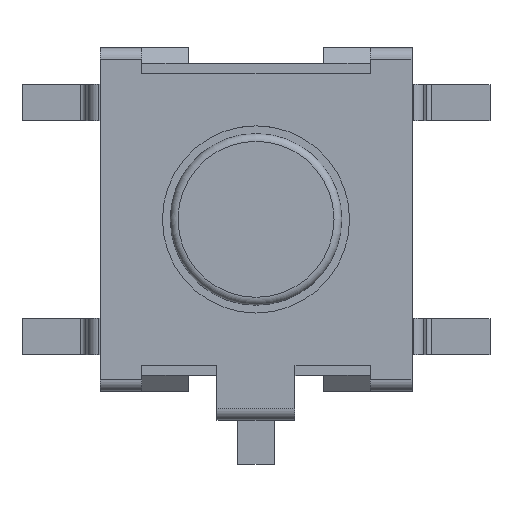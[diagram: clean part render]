
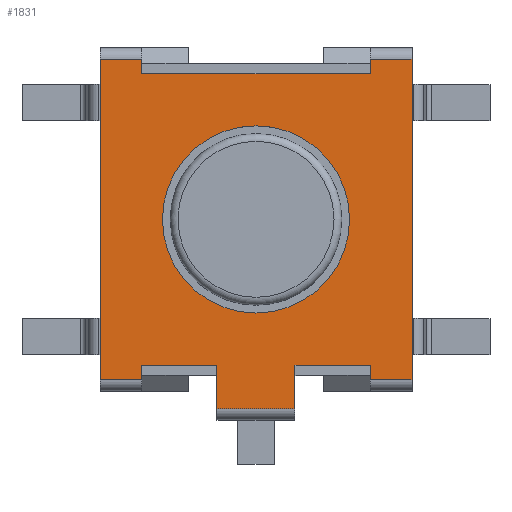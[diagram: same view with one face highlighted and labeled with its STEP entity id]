
A CAD part, top view. The second image highlights one B-rep face of the part: STEP entity #1831.
In plain terms, the highlighted planar face has unit normal (0, 0, 1).
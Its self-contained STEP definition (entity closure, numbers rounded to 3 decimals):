
#13=DIRECTION('',(0.,0.,1.));
#27=VECTOR('',#28,1.);
#28=DIRECTION('',(1.,0.,0.));
#310=DIRECTION('',(-1.,0.,0.));
#388=VECTOR('',#389,1.);
#389=DIRECTION('',(1.,0.,0.));
#417=VECTOR('',#418,1.);
#418=DIRECTION('',(-1.,0.,0.));
#477=VECTOR('',#310,1.);
#577=VECTOR('',#578,1.);
#578=DIRECTION('',(0.,1.,0.));
#586=VERTEX_POINT('',#587);
#587=CARTESIAN_POINT('',(-3.,4.,3.5));
#590=DIRECTION('',(-1.,0.,0.));
#592=ORIENTED_EDGE('',*,*,#593,.T.);
#593=EDGE_CURVE('',#586,#594,#596,.T.);
#594=VERTEX_POINT('',#595);
#595=CARTESIAN_POINT('',(-3.,-2.16,3.5));
#596=LINE('',#587,#597);
#597=VECTOR('',#598,1.);
#598=DIRECTION('',(0.,-1.,0.));
#617=VECTOR('',#618,1.);
#618=DIRECTION('',(0.,-1.,0.));
#626=VECTOR('',#627,1.);
#627=DIRECTION('',(0.,1.,0.));
#1007=VERTEX_POINT('',#1008);
#1008=CARTESIAN_POINT('',(3.,4.,3.5));
#1053=VERTEX_POINT('',#1054);
#1054=CARTESIAN_POINT('',(3.,-2.16,3.5));
#1057=ORIENTED_EDGE('',*,*,#1058,.T.);
#1058=EDGE_CURVE('',#1053,#1007,#1059,.T.);
#1059=LINE('',#1054,#626);
#1674=VECTOR('',#590,1.);
#1694=VECTOR('',#1695,1.);
#1695=DIRECTION('',(1.,0.,0.));
#1820=EDGE_CURVE('',#1821,#586,#1823,.T.);
#1821=VERTEX_POINT('',#1822);
#1822=CARTESIAN_POINT('',(-2.2,4.,3.5));
#1823=LINE('',#1822,#1674);
#1831=ADVANCED_FACE('',(#1832,#1897),#1906,.T.);
#1832=FACE_BOUND('',#1833,.T.);
#1833=EDGE_LOOP('',(#1834,#1842,#1847,#1852,#1857,#1861,#1866,#1057,#1869,#1874,#1879,#1885,#1888,#592,#1889,#1894));
#1834=ORIENTED_EDGE('',*,*,#1835,.T.);
#1835=EDGE_CURVE('',#1836,#1838,#1840,.T.);
#1836=VERTEX_POINT('',#1837);
#1837=CARTESIAN_POINT('',(-2.2,-1.88,3.5));
#1838=VERTEX_POINT('',#1839);
#1839=CARTESIAN_POINT('',(-0.75,-1.88,3.5));
#1840=LINE('',#1841,#27);
#1841=CARTESIAN_POINT('',(-3.,-1.88,3.5));
#1842=ORIENTED_EDGE('',*,*,#1843,.T.);
#1843=EDGE_CURVE('',#1838,#1844,#1846,.T.);
#1844=VERTEX_POINT('',#1845);
#1845=CARTESIAN_POINT('',(-0.75,-2.72,3.5));
#1846=LINE('',#1839,#617);
#1847=ORIENTED_EDGE('',*,*,#1848,.T.);
#1848=EDGE_CURVE('',#1844,#1849,#1851,.T.);
#1849=VERTEX_POINT('',#1850);
#1850=CARTESIAN_POINT('',(0.75,-2.72,3.5));
#1851=LINE('',#1845,#388);
#1852=ORIENTED_EDGE('',*,*,#1853,.F.);
#1853=EDGE_CURVE('',#1854,#1849,#1856,.T.);
#1854=VERTEX_POINT('',#1855);
#1855=CARTESIAN_POINT('',(0.75,-1.88,3.5));
#1856=LINE('',#1855,#617);
#1857=ORIENTED_EDGE('',*,*,#1858,.T.);
#1858=EDGE_CURVE('',#1854,#1859,#1840,.T.);
#1859=VERTEX_POINT('',#1860);
#1860=CARTESIAN_POINT('',(2.2,-1.88,3.5));
#1861=ORIENTED_EDGE('',*,*,#1862,.T.);
#1862=EDGE_CURVE('',#1859,#1863,#1865,.T.);
#1863=VERTEX_POINT('',#1864);
#1864=CARTESIAN_POINT('',(2.2,-2.16,3.5));
#1865=LINE('',#1860,#617);
#1866=ORIENTED_EDGE('',*,*,#1867,.T.);
#1867=EDGE_CURVE('',#1863,#1053,#1868,.T.);
#1868=LINE('',#1864,#388);
#1869=ORIENTED_EDGE('',*,*,#1870,.F.);
#1870=EDGE_CURVE('',#1871,#1007,#1873,.T.);
#1871=VERTEX_POINT('',#1872);
#1872=CARTESIAN_POINT('',(2.2,4.,3.5));
#1873=LINE('',#1872,#1694);
#1874=ORIENTED_EDGE('',*,*,#1875,.F.);
#1875=EDGE_CURVE('',#1876,#1871,#1878,.T.);
#1876=VERTEX_POINT('',#1877);
#1877=CARTESIAN_POINT('',(2.2,3.72,3.5));
#1878=LINE('',#1877,#577);
#1879=ORIENTED_EDGE('',*,*,#1880,.T.);
#1880=EDGE_CURVE('',#1876,#1881,#1883,.T.);
#1881=VERTEX_POINT('',#1882);
#1882=CARTESIAN_POINT('',(-2.2,3.72,3.5));
#1883=LINE('',#1884,#477);
#1884=CARTESIAN_POINT('',(3.,3.72,3.5));
#1885=ORIENTED_EDGE('',*,*,#1886,.T.);
#1886=EDGE_CURVE('',#1881,#1821,#1887,.T.);
#1887=LINE('',#1882,#577);
#1888=ORIENTED_EDGE('',*,*,#1820,.T.);
#1889=ORIENTED_EDGE('',*,*,#1890,.F.);
#1890=EDGE_CURVE('',#1891,#594,#1893,.T.);
#1891=VERTEX_POINT('',#1892);
#1892=CARTESIAN_POINT('',(-2.2,-2.16,3.5));
#1893=LINE('',#1892,#417);
#1894=ORIENTED_EDGE('',*,*,#1895,.F.);
#1895=EDGE_CURVE('',#1836,#1891,#1896,.T.);
#1896=LINE('',#1837,#617);
#1897=FACE_BOUND('',#1898,.T.);
#1898=EDGE_LOOP('',(#1899));
#1899=ORIENTED_EDGE('',*,*,#1900,.F.);
#1900=EDGE_CURVE('',#1901,#1901,#1903,.T.);
#1901=VERTEX_POINT('',#1902);
#1902=CARTESIAN_POINT('',(1.8,0.92,3.5));
#1903=CIRCLE('',#1904,1.8);
#1904=AXIS2_PLACEMENT_3D('',#1905,#13,#28);
#1905=CARTESIAN_POINT('',(0.,0.92,3.5));
#1906=PLANE('',#1904);
